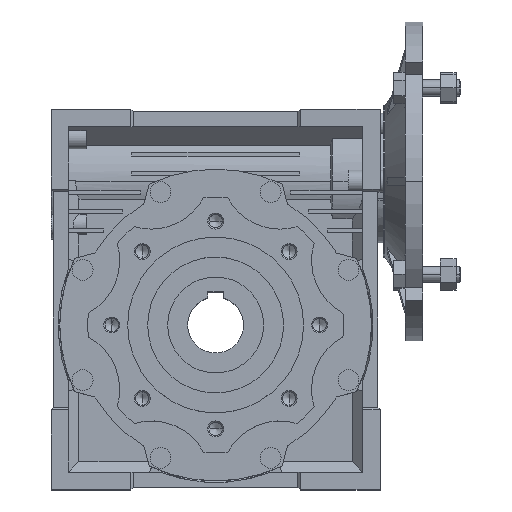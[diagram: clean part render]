
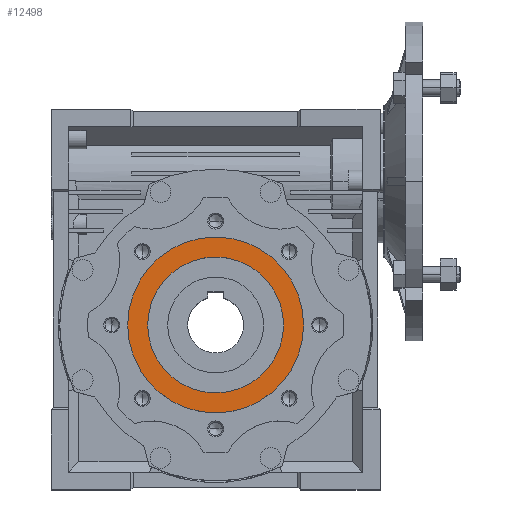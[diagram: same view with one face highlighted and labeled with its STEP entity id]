
A CAD part, top view. The second image highlights one B-rep face of the part: STEP entity #12498.
In plain terms, the highlighted planar face has unit normal (0, 0, 1).
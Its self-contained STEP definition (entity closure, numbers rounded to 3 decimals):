
#717 = CARTESIAN_POINT ( 'NONE',  ( 0., 42.5, 70. ) ) ;
#1178 = VERTEX_POINT ( 'NONE', #15409 ) ;
#1619 = AXIS2_PLACEMENT_3D ( 'NONE', #9595, #28916, #12314 ) ;
#1677 = AXIS2_PLACEMENT_3D ( 'NONE', #19249, #2881, #22038 ) ;
#2881 = DIRECTION ( 'NONE',  ( 0., 0., 1. ) ) ;
#4700 = DIRECTION ( 'NONE',  ( 0., 0., 1. ) ) ;
#4735 = VERTEX_POINT ( 'NONE', #10859 ) ;
#4888 = EDGE_LOOP ( 'NONE', ( #23817, #35406 ) ) ;
#6333 = VERTEX_POINT ( 'NONE', #717 ) ;
#6431 = CIRCLE ( 'NONE', #24555, 55. ) ;
#6713 = AXIS2_PLACEMENT_3D ( 'NONE', #8261, #13691, #33175 ) ;
#7412 = AXIS2_PLACEMENT_3D ( 'NONE', #25032, #8634, #27912 ) ;
#8261 = CARTESIAN_POINT ( 'NONE',  ( -42.5, 0., 70. ) ) ;
#8634 = DIRECTION ( 'NONE',  ( 0., 0., 1. ) ) ;
#9595 = CARTESIAN_POINT ( 'NONE',  ( 0., 0., 70. ) ) ;
#10229 = EDGE_CURVE ( 'NONE', #4735, #1178, #6431, .T. ) ;
#10859 = CARTESIAN_POINT ( 'NONE',  ( 0., -55., 70. ) ) ;
#12314 = DIRECTION ( 'NONE',  ( 0., 1., 0. ) ) ;
#12498 = ADVANCED_FACE ( 'NONE', ( #22056, #21201 ), #16295, .T. ) ;
#13691 = DIRECTION ( 'NONE',  ( 0., 0., 1. ) ) ;
#15409 = CARTESIAN_POINT ( 'NONE',  ( 0., 55., 70. ) ) ;
#16295 = PLANE ( 'NONE',  #6713 ) ;
#17192 = EDGE_LOOP ( 'NONE', ( #23185, #20123 ) ) ;
#19249 = CARTESIAN_POINT ( 'NONE',  ( 0., 0., 70. ) ) ;
#20123 = ORIENTED_EDGE ( 'NONE', *, *, #29177, .F. ) ;
#21039 = CARTESIAN_POINT ( 'NONE',  ( 0., 0., 70. ) ) ;
#21201 = FACE_BOUND ( 'NONE', #17192, .T. ) ;
#21249 = EDGE_CURVE ( 'NONE', #6333, #33832, #34781, .T. ) ;
#22038 = DIRECTION ( 'NONE',  ( 0., 1., 0. ) ) ;
#22056 = FACE_OUTER_BOUND ( 'NONE', #4888, .T. ) ;
#23185 = ORIENTED_EDGE ( 'NONE', *, *, #21249, .F. ) ;
#23360 = EDGE_CURVE ( 'NONE', #1178, #4735, #28896, .T. ) ;
#23817 = ORIENTED_EDGE ( 'NONE', *, *, #23360, .T. ) ;
#23829 = DIRECTION ( 'NONE',  ( 0., 1., 0. ) ) ;
#24325 = CARTESIAN_POINT ( 'NONE',  ( 0., -42.5, 70. ) ) ;
#24555 = AXIS2_PLACEMENT_3D ( 'NONE', #21039, #4700, #23829 ) ;
#25032 = CARTESIAN_POINT ( 'NONE',  ( 0., 0., 70. ) ) ;
#27912 = DIRECTION ( 'NONE',  ( 0., 1., 0. ) ) ;
#28896 = CIRCLE ( 'NONE', #1677, 55. ) ;
#28916 = DIRECTION ( 'NONE',  ( 0., 0., 1. ) ) ;
#29177 = EDGE_CURVE ( 'NONE', #33832, #6333, #35176, .T. ) ;
#33175 = DIRECTION ( 'NONE',  ( 1., 0., 0. ) ) ;
#33832 = VERTEX_POINT ( 'NONE', #24325 ) ;
#34781 = CIRCLE ( 'NONE', #1619, 42.5 ) ;
#35176 = CIRCLE ( 'NONE', #7412, 42.5 ) ;
#35406 = ORIENTED_EDGE ( 'NONE', *, *, #10229, .T. ) ;
